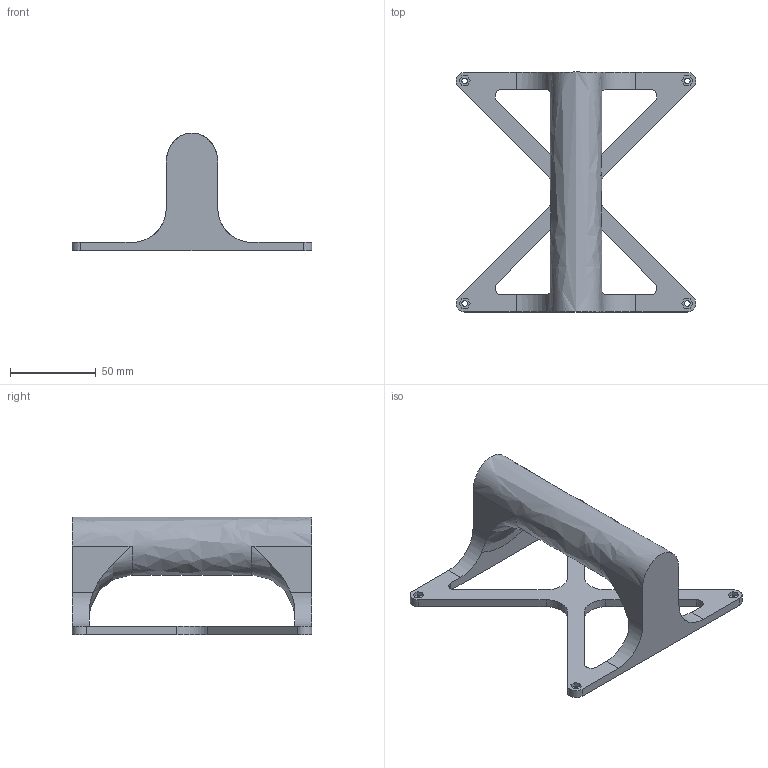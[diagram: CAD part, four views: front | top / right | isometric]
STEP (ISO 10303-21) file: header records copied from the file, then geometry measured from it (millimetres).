
FILE_DESCRIPTION(/* description */ (''),/* implementation_level */ '2;1');
FILE_NAME(/* name */ 'handle.step',/* time_stamp */ '2024-08-27T13:59:33+02:00',/* author */ (''),/* organization */ (''),/* preprocessor_version */ 'ST-DEVELOPER v20',/* originating_system */ 'Autodesk Translation Framework v13.14.0.145',/* authorisation */ '');
FILE_SCHEMA (('AUTOMOTIVE_DESIGN { 1 0 10303 214 3 1 1 }'));
Length unit declared in the file: millimetre
Products named in the file (1): rocsync_cover
Bounding box: 139.98 x 140 x 68.88 mm (x, y, z)
Volume: 176082.7 mm3; surface area: 38537.6 mm2
Topology: 1 solids, 1 shells, 69 faces, 201 edges, 134 vertices
Faces by surface type: plane 46, cylinder 20, bspline 3
Full cylindrical faces by diameter (mm): 3.2 x4
Entity records: 2599 total; most frequent: CARTESIAN_POINT 688, ORIENTED_EDGE 402, DIRECTION 367, EDGE_CURVE 201, LINE 145, VECTOR 145, VERTEX_POINT 134, AXIS2_PLACEMENT_3D 111
